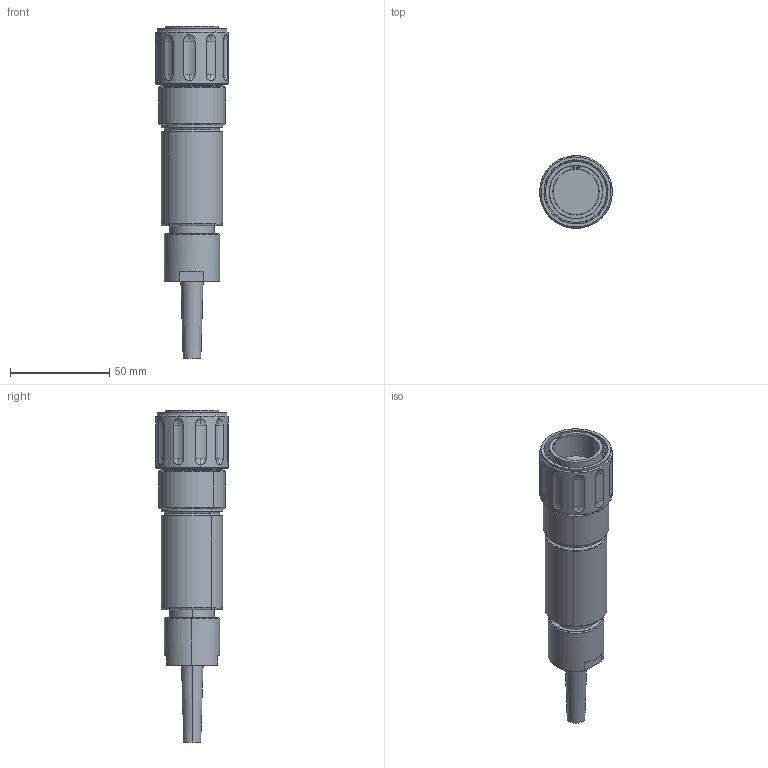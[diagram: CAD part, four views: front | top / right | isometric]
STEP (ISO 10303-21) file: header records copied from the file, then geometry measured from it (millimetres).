
FILE_DESCRIPTION (( 'STEP AP203' ), '1' );
FILE_NAME ('Size 19 Threaded Body.STEP', '2019-03-28T18:45:00', ( '' ), ( '' ), 'SwSTEP 2.0', 'SolidWorks 2019', '' );
FILE_SCHEMA (( 'CONFIG_CONTROL_DESIGN' ));
Length unit declared in the file: inch
Products named in the file (1): Size 19 Threaded Body
Bounding box: 36.43 x 36.51 x 166.93 mm (x, y, z)
Volume: 95718.9 mm3; surface area: 20477.9 mm2
Topology: 1 solids, 1 shells, 146 faces, 343 edges, 220 vertices
Faces by surface type: cylinder 48, sphere 40, plane 25, cone 19, torus 10, bspline 4
Entity records: 5786 total; most frequent: CARTESIAN_POINT 2365, DIRECTION 728, ORIENTED_EDGE 686, EDGE_CURVE 343, AXIS2_PLACEMENT_3D 314, VERTEX_POINT 220, CIRCLE 171, EDGE_LOOP 167
